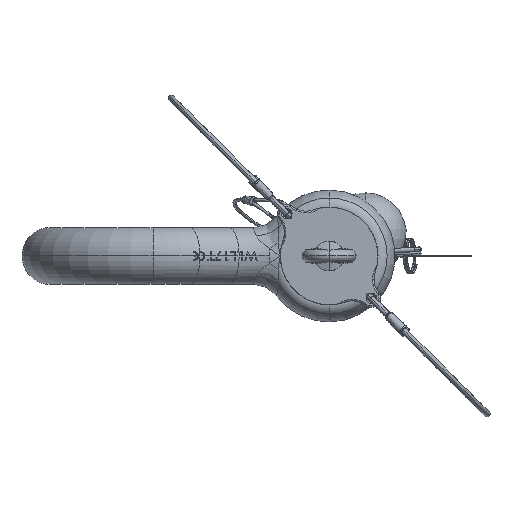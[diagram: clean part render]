
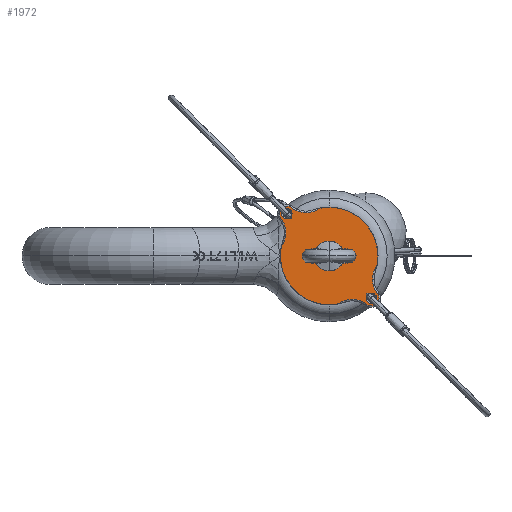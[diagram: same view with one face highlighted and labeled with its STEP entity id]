
A CAD part, left-side view. The second image highlights one B-rep face of the part: STEP entity #1972.
In plain terms, the highlighted planar face has unit normal (-1, 0, 0).
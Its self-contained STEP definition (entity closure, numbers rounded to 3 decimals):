
#1972=ADVANCED_FACE('',(#4144,#4145,#4146,#4147),#4148,.T.);
#4144=FACE_OUTER_BOUND('',#9832,.T.);
#4145=FACE_BOUND('',#9833,.T.);
#4146=FACE_BOUND('',#9834,.T.);
#4147=FACE_BOUND('',#9835,.T.);
#4148=PLANE('',#9836);
#9832=EDGE_LOOP('',(#65007,#65008,#65009,#65010,#65011,#65012,#65013,#65014,#65015,#65016,#65017,#65018,#65019,#65020));
#9833=EDGE_LOOP('',(#65021,#65022));
#9834=EDGE_LOOP('',(#65023,#65024));
#9835=EDGE_LOOP('',(#65025,#65026));
#9836=AXIS2_PLACEMENT_3D('',#65027,#65028,#65029);
#65007=ORIENTED_EDGE('',*,*,#74826,.T.);
#65008=ORIENTED_EDGE('',*,*,#74890,.T.);
#65009=ORIENTED_EDGE('',*,*,#74891,.T.);
#65010=ORIENTED_EDGE('',*,*,#74851,.T.);
#65011=ORIENTED_EDGE('',*,*,#74834,.F.);
#65012=ORIENTED_EDGE('',*,*,#74892,.F.);
#65013=ORIENTED_EDGE('',*,*,#74893,.T.);
#65014=ORIENTED_EDGE('',*,*,#74845,.T.);
#65015=ORIENTED_EDGE('',*,*,#74894,.T.);
#65016=ORIENTED_EDGE('',*,*,#74895,.T.);
#65017=ORIENTED_EDGE('',*,*,#74820,.T.);
#65018=ORIENTED_EDGE('',*,*,#74889,.F.);
#65019=ORIENTED_EDGE('',*,*,#74896,.F.);
#65020=ORIENTED_EDGE('',*,*,#74897,.T.);
#65021=ORIENTED_EDGE('',*,*,#74867,.T.);
#65022=ORIENTED_EDGE('',*,*,#74898,.T.);
#65023=ORIENTED_EDGE('',*,*,#74859,.T.);
#65024=ORIENTED_EDGE('',*,*,#74899,.T.);
#65025=ORIENTED_EDGE('',*,*,#74900,.T.);
#65026=ORIENTED_EDGE('',*,*,#74877,.T.);
#65027=CARTESIAN_POINT('',(-213.535,-42.771,32.966));
#65028=DIRECTION('',(-1.0,0.0,0.0));
#65029=DIRECTION('',(0.0,0.0,1.0));
#74820=EDGE_CURVE('',#79970,#79974,#79976,.T.);
#74826=EDGE_CURVE('',#79988,#79985,#79989,.T.);
#74834=EDGE_CURVE('',#80001,#80004,#80005,.T.);
#74845=EDGE_CURVE('',#80022,#80020,#80023,.T.);
#74851=EDGE_CURVE('',#80033,#80004,#80034,.T.);
#74859=EDGE_CURVE('',#80048,#80046,#80049,.T.);
#74867=EDGE_CURVE('',#80064,#80062,#80065,.T.);
#74877=EDGE_CURVE('',#80079,#80080,#80081,.T.);
#74889=EDGE_CURVE('',#80097,#79974,#80099,.T.);
#74890=EDGE_CURVE('',#79985,#80100,#80101,.T.);
#74891=EDGE_CURVE('',#80100,#80033,#80102,.T.);
#74892=EDGE_CURVE('',#80103,#80001,#80104,.T.);
#74893=EDGE_CURVE('',#80103,#80022,#80105,.T.);
#74894=EDGE_CURVE('',#80020,#80106,#80107,.T.);
#74895=EDGE_CURVE('',#80106,#79970,#80108,.T.);
#74896=EDGE_CURVE('',#80109,#80097,#80110,.T.);
#74897=EDGE_CURVE('',#80109,#79988,#80111,.T.);
#74898=EDGE_CURVE('',#80062,#80064,#80112,.T.);
#74899=EDGE_CURVE('',#80046,#80048,#80113,.T.);
#74900=EDGE_CURVE('',#80080,#80079,#80114,.T.);
#79970=VERTEX_POINT('',#91719);
#79974=VERTEX_POINT('',#91723);
#79976=CIRCLE('',#91734,16.0);
#79985=VERTEX_POINT('',#91750);
#79988=VERTEX_POINT('',#91753);
#79989=CIRCLE('',#91754,5.);
#80001=VERTEX_POINT('',#91766);
#80004=VERTEX_POINT('',#91770);
#80005=CIRCLE('',#91771,32.5);
#80020=VERTEX_POINT('',#91807);
#80022=VERTEX_POINT('',#91809);
#80023=CIRCLE('',#91810,5.);
#80033=VERTEX_POINT('',#91820);
#80034=CIRCLE('',#91821,16.0);
#80046=VERTEX_POINT('',#91833);
#80048=VERTEX_POINT('',#91836);
#80049=CIRCLE('',#91837,3.5);
#80062=VERTEX_POINT('',#91853);
#80064=VERTEX_POINT('',#91856);
#80065=CIRCLE('',#91857,3.5);
#80079=VERTEX_POINT('',#91878);
#80080=VERTEX_POINT('',#91879);
#80081=CIRCLE('',#91880,4.25);
#80097=VERTEX_POINT('',#91902);
#80099=CIRCLE('',#91905,32.5);
#80100=VERTEX_POINT('',#91906);
#80101=CIRCLE('',#91907,5.);
#80102=CIRCLE('',#91908,16.0);
#80103=VERTEX_POINT('',#91909);
#80104=CIRCLE('',#91910,32.5);
#80105=CIRCLE('',#91911,16.0);
#80106=VERTEX_POINT('',#91912);
#80107=CIRCLE('',#91913,5.);
#80108=CIRCLE('',#91914,16.0);
#80109=VERTEX_POINT('',#91915);
#80110=CIRCLE('',#91916,32.5);
#80111=CIRCLE('',#91917,16.0);
#80112=CIRCLE('',#91918,3.5);
#80113=CIRCLE('',#91919,3.5);
#80114=CIRCLE('',#91920,4.25);
#91719=CARTESIAN_POINT('',(-213.535,-108.284,-4.366));
#91723=CARTESIAN_POINT('',(-213.535,-111.287,4.966));
#91734=AXIS2_PLACEMENT_3D('',#122056,#122057,#122058);
#91750=CARTESIAN_POINT('',(-213.535,-46.086,39.378));
#91753=CARTESIAN_POINT('',(-213.535,-54.139,43.338));
#91754=AXIS2_PLACEMENT_3D('',#122071,#122072,#122073);
#91766=CARTESIAN_POINT('',(-213.535,-46.87,11.094));
#91770=CARTESIAN_POINT('',(-213.535,-47.453,17.222));
#91771=AXIS2_PLACEMENT_3D('',#122093,#122094,#122095);
#91807=CARTESIAN_POINT('',(-213.535,-112.655,-17.19));
#91809=CARTESIAN_POINT('',(-213.535,-104.601,-21.15));
#91810=AXIS2_PLACEMENT_3D('',#122110,#122111,#122112);
#91820=CARTESIAN_POINT('',(-213.535,-50.457,26.554));
#91821=AXIS2_PLACEMENT_3D('',#122128,#122129,#122130);
#91833=CARTESIAN_POINT('',(-213.535,-104.155,-17.19));
#91836=CARTESIAN_POINT('',(-213.535,-111.155,-17.19));
#91837=AXIS2_PLACEMENT_3D('',#122150,#122151,#122152);
#91853=CARTESIAN_POINT('',(-213.535,-47.586,39.378));
#91856=CARTESIAN_POINT('',(-213.535,-54.586,39.378));
#91857=AXIS2_PLACEMENT_3D('',#122166,#122167,#122168);
#91878=CARTESIAN_POINT('',(-213.535,-83.62,11.094));
#91879=CARTESIAN_POINT('',(-213.535,-75.12,11.094));
#91880=AXIS2_PLACEMENT_3D('',#122182,#122183,#122184);
#91902=CARTESIAN_POINT('',(-213.535,-111.87,11.094));
#91905=AXIS2_PLACEMENT_3D('',#122204,#122205,#122206);
#91906=CARTESIAN_POINT('',(-213.535,-47.127,36.325));
#91907=AXIS2_PLACEMENT_3D('',#122207,#122208,#122209);
#91908=AXIS2_PLACEMENT_3D('',#122210,#122211,#122212);
#91909=CARTESIAN_POINT('',(-213.535,-85.498,-20.823));
#91910=AXIS2_PLACEMENT_3D('',#122213,#122214,#122215);
#91911=AXIS2_PLACEMENT_3D('',#122216,#122217,#122218);
#91912=CARTESIAN_POINT('',(-213.535,-111.614,-14.137));
#91913=AXIS2_PLACEMENT_3D('',#122219,#122220,#122221);
#91914=AXIS2_PLACEMENT_3D('',#122222,#122223,#122224);
#91915=CARTESIAN_POINT('',(-213.535,-73.242,43.011));
#91916=AXIS2_PLACEMENT_3D('',#122225,#122226,#122227);
#91917=AXIS2_PLACEMENT_3D('',#122228,#122229,#122230);
#91918=AXIS2_PLACEMENT_3D('',#122231,#122232,#122233);
#91919=AXIS2_PLACEMENT_3D('',#122234,#122235,#122236);
#91920=AXIS2_PLACEMENT_3D('',#122237,#122238,#122239);
#122056=CARTESIAN_POINT('',(-213.535,-124.284,-4.366));
#122057=DIRECTION('',(1.0,0.0,0.0));
#122058=DIRECTION('',(0.0,-1.0,0.0));
#122071=CARTESIAN_POINT('',(-213.535,-51.086,39.378));
#122072=DIRECTION('',(-1.0,0.0,0.0));
#122073=DIRECTION('',(0.0,-1.0,0.0));
#122093=CARTESIAN_POINT('',(-213.535,-79.37,11.094));
#122094=DIRECTION('',(1.0,0.0,0.0));
#122095=DIRECTION('',(0.0,1.0,0.));
#122110=CARTESIAN_POINT('',(-213.535,-107.655,-17.19));
#122111=DIRECTION('',(-1.0,0.0,0.0));
#122112=DIRECTION('',(0.0,-1.0,0.0));
#122128=CARTESIAN_POINT('',(-213.535,-34.457,26.554));
#122129=DIRECTION('',(1.0,0.0,0.0));
#122130=DIRECTION('',(0.0,-1.0,0.0));
#122150=CARTESIAN_POINT('',(-213.535,-107.655,-17.19));
#122151=DIRECTION('',(1.0,0.0,0.0));
#122152=DIRECTION('',(0.0,-1.0,0.0));
#122166=CARTESIAN_POINT('',(-213.535,-51.086,39.378));
#122167=DIRECTION('',(1.0,0.0,0.0));
#122168=DIRECTION('',(0.0,-1.0,0.0));
#122182=CARTESIAN_POINT('',(-213.535,-79.37,11.094));
#122183=DIRECTION('',(1.0,0.0,0.0));
#122184=DIRECTION('',(0.0,1.0,0.));
#122204=CARTESIAN_POINT('',(-213.535,-79.37,11.094));
#122205=DIRECTION('',(1.0,0.0,0.0));
#122206=DIRECTION('',(0.0,1.0,0.));
#122207=CARTESIAN_POINT('',(-213.535,-51.086,39.378));
#122208=DIRECTION('',(-1.0,0.0,0.0));
#122209=DIRECTION('',(0.0,-1.0,0.0));
#122210=CARTESIAN_POINT('',(-213.535,-34.457,26.554));
#122211=DIRECTION('',(1.0,0.0,0.0));
#122212=DIRECTION('',(0.0,-1.0,0.));
#122213=CARTESIAN_POINT('',(-213.535,-79.37,11.094));
#122214=DIRECTION('',(1.0,0.0,0.0));
#122215=DIRECTION('',(0.0,1.0,0.));
#122216=CARTESIAN_POINT('',(-213.535,-94.83,-33.82));
#122217=DIRECTION('',(1.0,0.0,0.0));
#122218=DIRECTION('',(0.0,-1.0,0.));
#122219=CARTESIAN_POINT('',(-213.535,-107.655,-17.19));
#122220=DIRECTION('',(-1.0,0.0,0.0));
#122221=DIRECTION('',(0.0,-1.0,0.0));
#122222=CARTESIAN_POINT('',(-213.535,-124.284,-4.366));
#122223=DIRECTION('',(1.0,0.0,0.0));
#122224=DIRECTION('',(0.0,-1.0,0.0));
#122225=CARTESIAN_POINT('',(-213.535,-79.37,11.094));
#122226=DIRECTION('',(1.0,0.0,0.0));
#122227=DIRECTION('',(0.0,1.0,0.));
#122228=CARTESIAN_POINT('',(-213.535,-63.91,56.008));
#122229=DIRECTION('',(1.0,0.0,0.0));
#122230=DIRECTION('',(0.0,-1.0,0.));
#122231=CARTESIAN_POINT('',(-213.535,-51.086,39.378));
#122232=DIRECTION('',(1.0,0.0,0.0));
#122233=DIRECTION('',(0.0,-1.0,0.0));
#122234=CARTESIAN_POINT('',(-213.535,-107.655,-17.19));
#122235=DIRECTION('',(1.0,0.0,0.0));
#122236=DIRECTION('',(0.0,-1.0,0.0));
#122237=CARTESIAN_POINT('',(-213.535,-79.37,11.094));
#122238=DIRECTION('',(1.0,0.0,0.0));
#122239=DIRECTION('',(0.0,1.0,0.));
